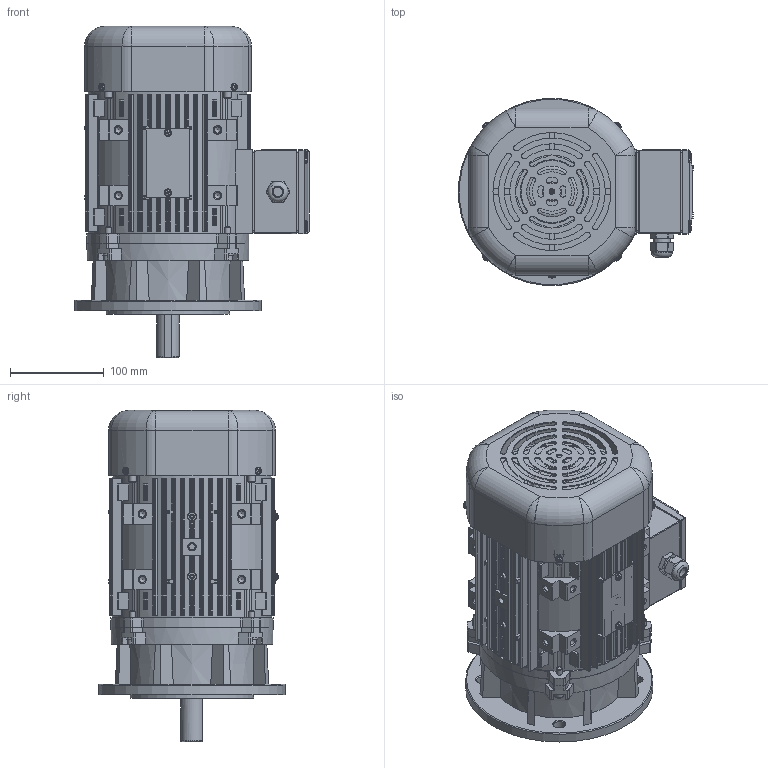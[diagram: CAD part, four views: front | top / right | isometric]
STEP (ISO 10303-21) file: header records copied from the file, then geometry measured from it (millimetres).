
FILE_DESCRIPTION((''),'2;1');
FILE_NAME('PEGJ150-4R4F.stp','2014-05-15T13:17:18',('menam82'),(''),'Autodesk Inventor 2011','Autodesk Inventor 2011','');
FILE_SCHEMA(('AUTOMOTIVE_DESIGN { 1 0 10303 214 1 1 1 1 }'));
Length unit declared in the file: millimetre
Products named in the file (19): PEGJ150-4R4F; 90L 1.5kW FRAME L_T 20091120; 1.5kW 90L REAR COVER L_T 20090618; FAN COVER 20090528; LEAD BOX A 20090609; LEAD BOX B 20090609; RUBBER GASKET 20091123; 6각 볼트 - 미터 M8 x 1.25 x 30; DIN 128 A8; ISO 7045 Z M4 x 12 - 4.8 - Z; ISO 7045 Z M4 x 6 - 4.8 - Z; BED; CAP; PEGJ150-4R4LAT NAME PLATE 20101221; JIS B 1111 H - 미터 A M4 x 6 - H; 90L 1.5kW FLANGE SHAFT 20101221; 90L 1.5kW FLANGE COVER L_T 20090618; JIS B 1251 번호 2 6; JIS B 1176 - 미터 M6 x 30
Assembly tree (38 placements, depth 2):
  PEGJ150-4R4F
    90L 1.5kW FRAME L_T 20091120
    1.5kW 90L REAR COVER L_T 20090618
    FAN COVER 20090528
    LEAD BOX A 20090609
    LEAD BOX B 20090609
    RUBBER GASKET 20091123  x2
    6각 볼트 - 미터 M8 x 1.25 x 30  x4
    DIN 128 A8  x4
    ISO 7045 Z M4 x 12 - 4.8 - Z  x4
    ISO 7045 Z M4 x 6 - 4.8 - Z  x4
    BED
    CAP
    PEGJ150-4R4LAT NAME PLATE 20101221
    JIS B 1111 H - 미터 A M4 x 6 - H  x2
    90L 1.5kW FLANGE SHAFT 20101221
    90L 1.5kW FLANGE COVER L_T 20090618
    JIS B 1251 번호 2 6  x4
    JIS B 1176 - 미터 M6 x 30  x4
Bounding box: 250.62 x 199.24 x 353.5 mm (x, y, z)
Volume: 1996602.9 mm3; surface area: 769969.1 mm2
Topology: 38 solids, 38 shells, 2885 faces, 7739 edges, 5048 vertices
Faces by surface type: plane 1312, cylinder 1008, cone 332, torus 121, bspline 82, sphere 30
Full cylindrical faces by diameter (mm): 2 x2, 3.2 x10, 3.242 x14, 3.571 x2, 3.6 x16, 3.621 x8, 4 x10, 4.2 x2, 4.917 x8, 5 x8, 6 x10, 6.647 x15, 7 x8, 8 x4, 10 x4, 10.1 x1, 12 x4, 15.2 x1, 18.2 x2, 19 x2, 19.8 x1, 20 x1, 21 x2, 22 x1, 24 x2, 24.9 x1, 25 x1, 26 x1, 27.8 x1, 28 x1
Entity records: 81045 total; most frequent: CARTESIAN_POINT 18855, DIRECTION 12987, ORIENTED_EDGE 12356, EDGE_CURVE 6178, AXIS2_PLACEMENT_3D 4950, VERTEX_POINT 4178, VECTOR 3087, LINE 3087
